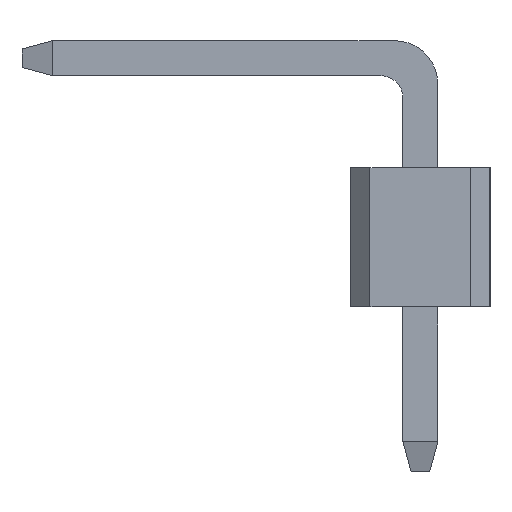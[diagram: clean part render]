
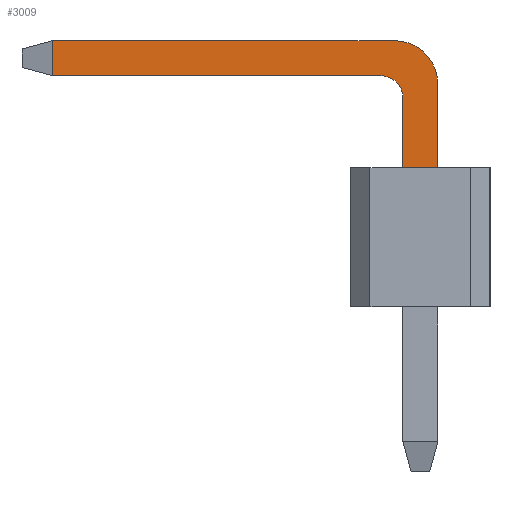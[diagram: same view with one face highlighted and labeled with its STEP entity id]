
A CAD part, left-side view. The second image highlights one B-rep face of the part: STEP entity #3009.
In plain terms, the highlighted planar face has unit normal (-1, 0, 0).
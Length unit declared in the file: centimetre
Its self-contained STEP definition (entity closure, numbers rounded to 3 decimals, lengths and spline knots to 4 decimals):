
#236=CIRCLE('',#3186,0.04);
#237=CIRCLE('',#3187,0.08);
#262=VERTEX_POINT('',#3962);
#263=VERTEX_POINT('',#3964);
#268=VERTEX_POINT('',#3983);
#270=VERTEX_POINT('',#3989);
#271=VERTEX_POINT('',#3991);
#272=VERTEX_POINT('',#3993);
#273=VERTEX_POINT('',#3995);
#274=VERTEX_POINT('',#3997);
#538=VECTOR('',#3359,1.);
#548=VECTOR('',#3373,1.);
#551=VECTOR('',#3377,1.);
#552=VECTOR('',#3380,1.);
#553=VECTOR('',#3381,1.);
#554=VECTOR('',#3382,1.);
#927=LINE('',#3963,#538);
#937=LINE('',#3982,#548);
#940=LINE('',#3988,#551);
#941=LINE('',#3992,#552);
#942=LINE('',#3994,#553);
#943=LINE('',#3996,#554);
#1316=EDGE_CURVE('',#262,#263,#927,.T.);
#1326=EDGE_CURVE('',#263,#268,#937,.T.);
#1329=EDGE_CURVE('',#270,#262,#940,.T.);
#1330=EDGE_CURVE('',#270,#271,#236,.T.);
#1331=EDGE_CURVE('',#272,#271,#941,.T.);
#1332=EDGE_CURVE('',#273,#272,#942,.T.);
#1333=EDGE_CURVE('',#274,#273,#943,.T.);
#1334=EDGE_CURVE('',#268,#274,#237,.T.);
#1772=ORIENTED_EDGE('',*,*,#1316,.F.);
#1773=ORIENTED_EDGE('',*,*,#1329,.F.);
#1774=ORIENTED_EDGE('',*,*,#1330,.T.);
#1775=ORIENTED_EDGE('',*,*,#1331,.F.);
#1776=ORIENTED_EDGE('',*,*,#1332,.F.);
#1777=ORIENTED_EDGE('',*,*,#1333,.F.);
#1778=ORIENTED_EDGE('',*,*,#1334,.F.);
#1779=ORIENTED_EDGE('',*,*,#1326,.F.);
#2633=EDGE_LOOP('',(#1772,#1773,#1774,#1775,#1776,#1777,#1778,#1779));
#2821=FACE_BOUND('',#2633,.T.);
#3009=ADVANCED_FACE('',(#2821),#4803,.F.);
#3185=AXIS2_PLACEMENT_3D('',#3987,#3376,$);
#3186=AXIS2_PLACEMENT_3D('',#3990,#3378,#3379);
#3187=AXIS2_PLACEMENT_3D('',#3998,#3383,#3384);
#3359=DIRECTION('',(0.,0.,1.));
#3373=DIRECTION('',(0.,-1.,0.));
#3376=DIRECTION('',(1.,0.,0.));
#3377=DIRECTION('',(0.,1.,0.));
#3378=DIRECTION('',(1.,0.,0.));
#3379=DIRECTION('',(0.,0.,-0.04));
#3380=DIRECTION('',(0.,0.,1.));
#3381=DIRECTION('',(0.,1.,0.));
#3382=DIRECTION('',(0.,0.,-1.));
#3383=DIRECTION('',(1.,0.,0.));
#3384=DIRECTION('',(0.,0.,-0.08));
#3962=CARTESIAN_POINT('',(-1.302,0.672,0.422));
#3963=CARTESIAN_POINT('',(-1.302,0.672,0.3528));
#3964=CARTESIAN_POINT('',(-1.302,0.672,0.486));
#3982=CARTESIAN_POINT('',(-1.302,0.727,0.486));
#3983=CARTESIAN_POINT('',(-1.302,0.048,0.486));
#3987=CARTESIAN_POINT('',(-1.302,0.1887,0.2516));
#3988=CARTESIAN_POINT('',(-1.302,0.072,0.422));
#3989=CARTESIAN_POINT('',(-1.302,0.072,0.422));
#3990=CARTESIAN_POINT('',(-1.302,0.072,0.382));
#3991=CARTESIAN_POINT('',(-1.302,0.032,0.382));
#3992=CARTESIAN_POINT('',(-1.302,0.032,-0.3));
#3993=CARTESIAN_POINT('',(-1.302,0.032,0.254));
#3994=CARTESIAN_POINT('',(-1.302,0.0943,0.254));
#3995=CARTESIAN_POINT('',(-1.302,-0.032,0.254));
#3996=CARTESIAN_POINT('',(-1.302,-0.032,0.406));
#3997=CARTESIAN_POINT('',(-1.302,-0.032,0.406));
#3998=CARTESIAN_POINT('',(-1.302,0.048,0.406));
#4803=PLANE('',#3185);
